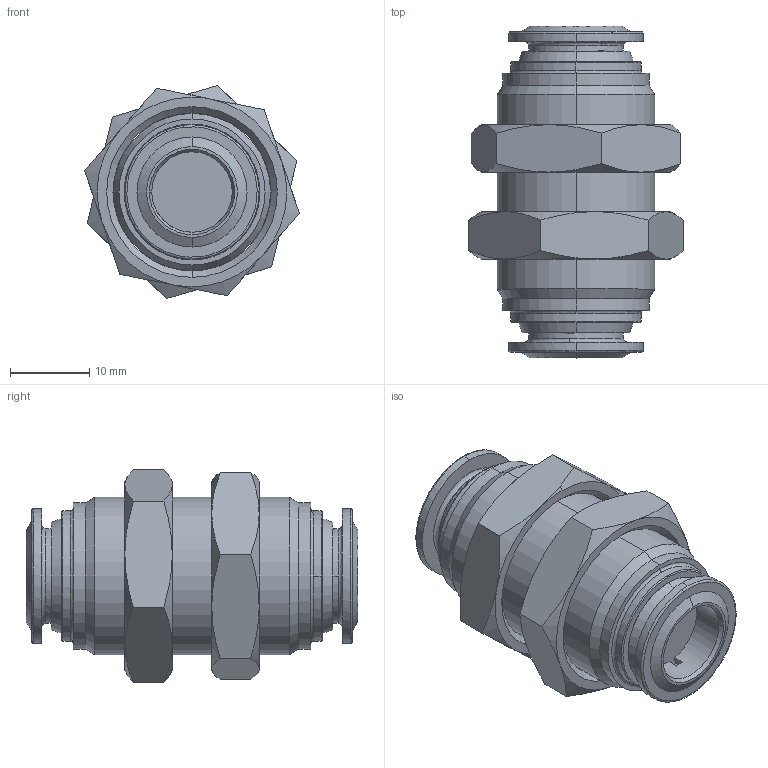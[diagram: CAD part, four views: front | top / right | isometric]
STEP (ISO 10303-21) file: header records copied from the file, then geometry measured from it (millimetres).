
FILE_DESCRIPTION (( 'STEP AP214' ), '1' );
FILE_NAME ('5705000004A.STEP', '2016-12-02T08:15:06', ( '' ), ( '' ), 'SwSTEP 2.0', 'SolidWorks 2016', '' );
FILE_SCHEMA (( 'AUTOMOTIVE_DESIGN' ));
Length unit declared in the file: millimetre
Products named in the file (2): 5705000004A
Bounding box: 27.18 x 42 x 26.98 mm (x, y, z)
Volume: 12551.1 mm3; surface area: 6048 mm2
Topology: 3 solids, 3 shells, 152 faces, 364 edges, 226 vertices
Faces by surface type: cone 60, plane 42, cylinder 30, bspline 20
Entity records: 6031 total; most frequent: CARTESIAN_POINT 2552, ORIENTED_EDGE 728, DIRECTION 710, EDGE_CURVE 364, AXIS2_PLACEMENT_3D 300, VERTEX_POINT 226, EDGE_LOOP 172, CIRCLE 166
